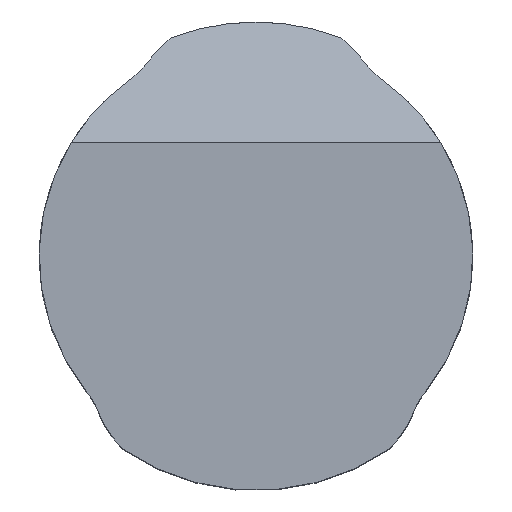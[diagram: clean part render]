
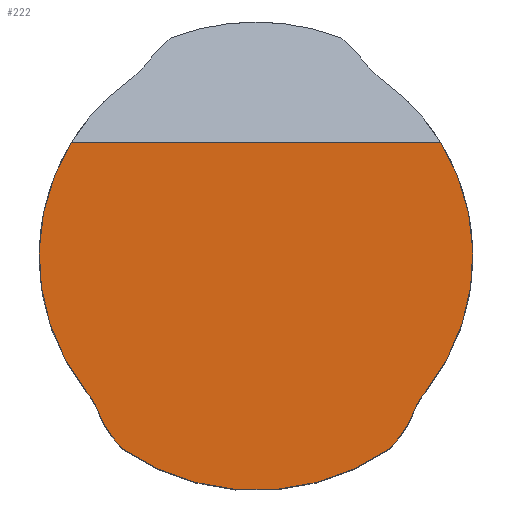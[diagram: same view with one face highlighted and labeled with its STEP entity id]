
A CAD part, top view. The second image highlights one B-rep face of the part: STEP entity #222.
In plain terms, the highlighted planar face has unit normal (0, 0, 1).
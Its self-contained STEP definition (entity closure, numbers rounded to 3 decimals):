
#104=EDGE_CURVE('Unnamed[1]',#301,#302,#303,.T.);
#127=EDGE_CURVE('Unnamed[1]',#335,#336,#337,.T.);
#169=EDGE_CURVE('Unnamed[1]',#335,#297,#400,.T.);
#183=EDGE_CURVE('Unnamed[1]',#375,#297,#419,.T.);
#195=EDGE_CURVE('Unnamed[1]',#433,#375,#434,.T.);
#205=EDGE_CURVE('Unnamed[1]',#336,#447,#448,.T.);
#222=ADVANCED_FACE('Unnamed[1]',(#469),#470,.T.);
#238=EDGE_CURVE('Unnamed[1]',#302,#433,#492,.T.);
#262=EDGE_CURVE('Unnamed[1]',#447,#301,#521,.T.);
#297=VERTEX_POINT('',#549);
#301=VERTEX_POINT('',#555);
#302=VERTEX_POINT('',#556);
#303=LINE('',#557,#558);
#335=VERTEX_POINT('',#602);
#336=VERTEX_POINT('',#603);
#337=CIRCLE('',#604,6.0);
#375=VERTEX_POINT('',#653);
#400=CIRCLE('',#686,13.5);
#419=CIRCLE('',#712,6.0);
#433=VERTEX_POINT('',#732);
#434=CIRCLE('',#733,5.0);
#447=VERTEX_POINT('',#751);
#448=CIRCLE('',#752,5.0);
#469=FACE_OUTER_BOUND('',#781,.T.);
#470=PLANE('',#782);
#492=CIRCLE('',#813,12.5);
#521=CIRCLE('',#856,12.5);
#549=CARTESIAN_POINT('',(-7.677,-11.105,17.));
#555=CARTESIAN_POINT('',(10.643,6.555,17.));
#556=CARTESIAN_POINT('',(-10.643,6.555,17.));
#557=CARTESIAN_POINT('',(0.,6.555,17.));
#558=VECTOR('',#883,1.0);
#602=CARTESIAN_POINT('',(7.677,-11.105,17.));
#603=CARTESIAN_POINT('',(9.076,-9.014,17.));
#604=AXIS2_PLACEMENT_3D('',#920,#921,#922);
#653=CARTESIAN_POINT('',(-9.076,-9.014,17.));
#686=AXIS2_PLACEMENT_3D('',#1009,#1010,#1011);
#712=AXIS2_PLACEMENT_3D('',#1033,#1034,#1035);
#732=CARTESIAN_POINT('',(-9.801,-7.758,17.));
#733=AXIS2_PLACEMENT_3D('',#1054,#1055,#1056);
#751=CARTESIAN_POINT('',(9.801,-7.758,17.));
#752=AXIS2_PLACEMENT_3D('',#1074,#1075,#1076);
#781=EDGE_LOOP('',(#1105,#1106,#1107,#1108,#1109,#1110,#1111,#1112));
#782=AXIS2_PLACEMENT_3D('',#1113,#1114,#1115);
#813=AXIS2_PLACEMENT_3D('',#1136,#1137,#1138);
#856=AXIS2_PLACEMENT_3D('',#1182,#1183,#1184);
#883=DIRECTION('',(-1.0,0.,0.));
#920=CARTESIAN_POINT('',(3.5,-6.797,17.));
#921=DIRECTION('',(0.,0.,1.0));
#922=DIRECTION('',(1.0,0.,0.));
#1009=CARTESIAN_POINT('',(0.,0.,17.));
#1010=DIRECTION('',(0.,0.,-1.0));
#1011=DIRECTION('',(0.,1.0,0.));
#1033=CARTESIAN_POINT('',(-3.5,-6.797,17.));
#1034=DIRECTION('',(0.,0.,1.0));
#1035=DIRECTION('',(1.0,0.,0.));
#1054=CARTESIAN_POINT('',(-13.722,-10.861,17.));
#1055=DIRECTION('',(0.,0.,-1.0));
#1056=DIRECTION('',(1.0,0.,0.));
#1074=CARTESIAN_POINT('',(13.722,-10.861,17.));
#1075=DIRECTION('',(0.,0.,-1.0));
#1076=DIRECTION('',(1.0,0.,0.));
#1105=ORIENTED_EDGE('',*,*,#238,.T.);
#1106=ORIENTED_EDGE('',*,*,#195,.T.);
#1107=ORIENTED_EDGE('',*,*,#183,.T.);
#1108=ORIENTED_EDGE('',*,*,#169,.F.);
#1109=ORIENTED_EDGE('',*,*,#127,.T.);
#1110=ORIENTED_EDGE('',*,*,#205,.T.);
#1111=ORIENTED_EDGE('',*,*,#262,.T.);
#1112=ORIENTED_EDGE('',*,*,#104,.T.);
#1113=CARTESIAN_POINT('',(0.,6.75,17.));
#1114=DIRECTION('',(0.,0.,1.0));
#1115=DIRECTION('',(0.,-1.0,0.));
#1136=CARTESIAN_POINT('',(0.,0.,17.));
#1137=DIRECTION('',(0.,0.,1.0));
#1138=DIRECTION('',(1.0,0.,0.));
#1182=CARTESIAN_POINT('',(0.,0.,17.));
#1183=DIRECTION('',(0.,0.,1.0));
#1184=DIRECTION('',(1.0,0.,0.));
